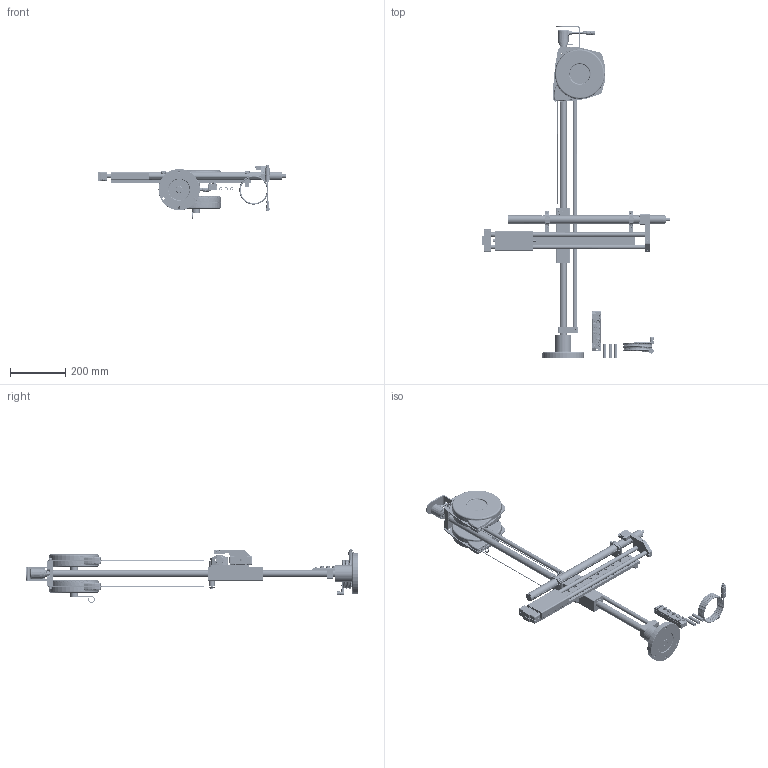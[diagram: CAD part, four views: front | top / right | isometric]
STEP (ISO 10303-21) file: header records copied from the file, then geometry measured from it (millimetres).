
FILE_DESCRIPTION((''),'2;1');
FILE_NAME('4390209004_ASM','2022-03-22T09:18:20',('INEdipo'),(''),'CREO PARAMETRIC BY PTC INC, 2020281','CREO PARAMETRIC BY PTC INC, 2020281','');
FILE_SCHEMA(('CONFIG_CONTROL_DESIGN'));
Products named in the file (9): 4390209024; 4390207624; 4390208743; 4390208745; 4390208746; 4390209018; 4390209015_ASM; 4390209017; 4390209004_ASM
Assembly tree (8 placements, depth 3):
  4390209004_ASM
    4390209024
    4390209015_ASM
      4390207624
      4390208743
      4390208745
      4390208746
      4390209018
    4390209017
Bounding box: 679.5 x 1204 x 194.78 mm (x, y, z)
Volume: 5731146.4 mm3; surface area: 951589 mm2
Topology: 588 solids, 734 shells, 6113 faces, 15995 edges, 9069 vertices
Faces by surface type: plane 1965, cylinder 1781, sphere 1226, cone 494, torus 342, bspline 257, extrusion 48
Entity records: 214497 total; most frequent: CARTESIAN_POINT 76961, DIRECTION 29707, ORIENTED_EDGE 26680, EDGE_CURVE 13525, AXIS2_PLACEMENT_3D 11834, VERTEX_POINT 9069, EDGE_LOOP 6728, FACE_OUTER_BOUND 6113
